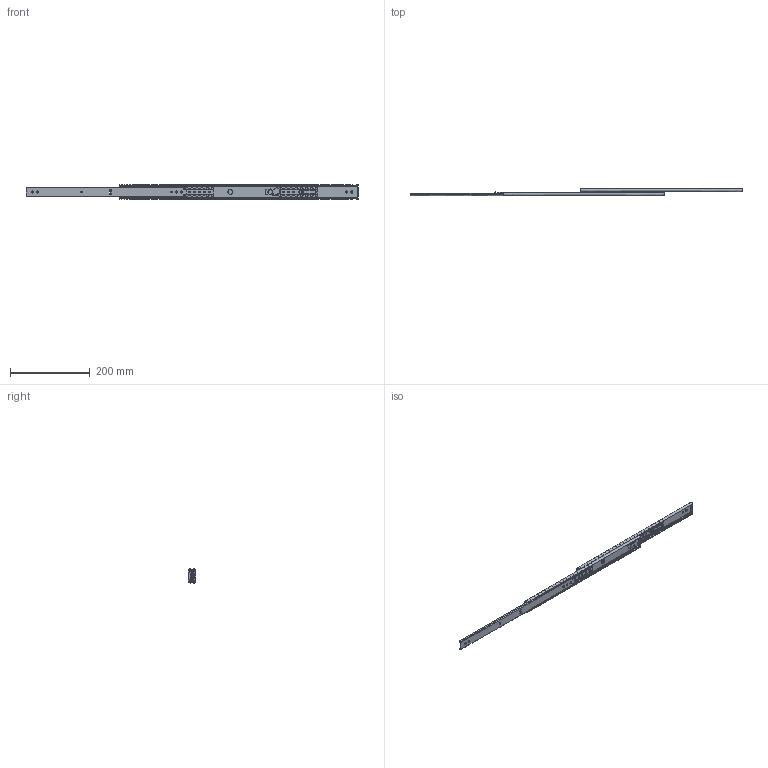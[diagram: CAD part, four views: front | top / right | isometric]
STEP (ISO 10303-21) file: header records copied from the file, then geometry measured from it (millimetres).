
FILE_DESCRIPTION((''),'2;1');
FILE_NAME('','2005-12-14T15:53:27',(''),(''),'','CADfix','');
FILE_SCHEMA(('AUTOMOTIVE_DESIGN'));
Length unit declared in the file: millimetre
Products named in the file (7): ball; retainer_2; retainer_1; member_C; member_B; member_A; TM_168_16_26615_36
Assembly tree (89 placements, depth 2):
  TM_168_16_26615_36
    ball  x84
    retainer_2
    retainer_1
    member_C
    member_B
    member_A
Bounding box: 835 x 19.1 x 35.3 mm (x, y, z)
Volume: 89802.8 mm3; surface area: 149229.5 mm2
Topology: 89 solids, 89 shells, 1431 faces, 4349 edges, 3111 vertices
Faces by surface type: bspline 1431
Entity records: 47560 total; most frequent: CARTESIAN_POINT 22441, ORIENTED_EDGE 8366, EDGE_CURVE 4183, QUASI_UNIFORM_CURVE 3152, VERTEX_POINT 2945, EDGE_LOOP 1622, FACE_OUTER_BOUND 1265, ADVANCED_FACE 1265
